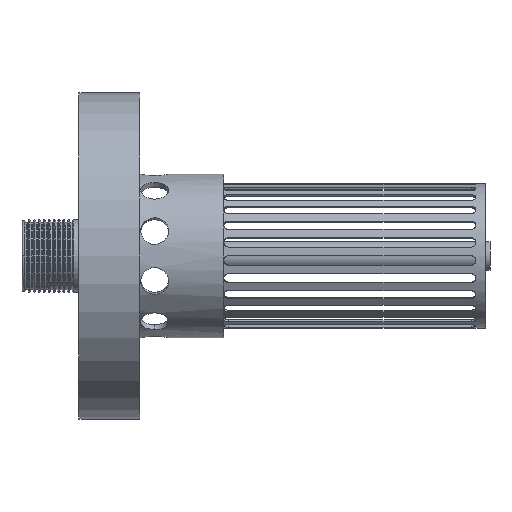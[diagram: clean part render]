
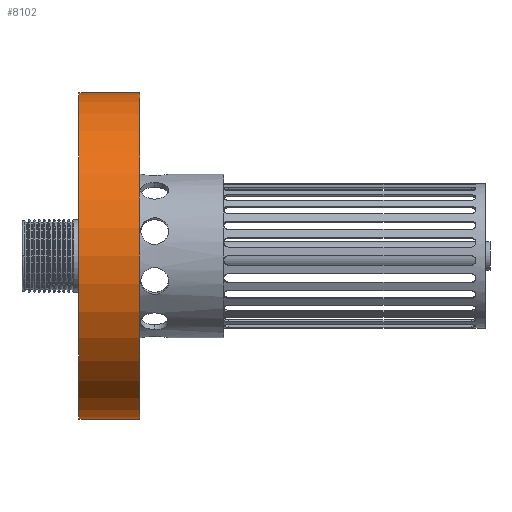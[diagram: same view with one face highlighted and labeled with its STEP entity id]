
A CAD part, front view. The second image highlights one B-rep face of the part: STEP entity #8102.
In plain terms, the highlighted cylindrical face has radius 35 mm (diameter 70 mm), a partial arc.
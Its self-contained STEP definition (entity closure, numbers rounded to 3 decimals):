
#302 = EDGE_CURVE ( 'NONE', #15604, #4405, #8550, .T. ) ;
#564 = CYLINDRICAL_SURFACE ( 'NONE', #2465, 35. ) ;
#762 = CARTESIAN_POINT ( 'NONE',  ( 0., 0., -35. ) ) ;
#1271 = ORIENTED_EDGE ( 'NONE', *, *, #12173, .T. ) ;
#1524 = DIRECTION ( 'NONE',  ( -1., 0., 0. ) ) ;
#1642 = DIRECTION ( 'NONE',  ( -1., 0., 0. ) ) ;
#2465 = AXIS2_PLACEMENT_3D ( 'NONE', #4864, #1642, #7959 ) ;
#2641 = DIRECTION ( 'NONE',  ( -1., 0., 0. ) ) ;
#2743 = DIRECTION ( 'NONE',  ( 0., 0., 1. ) ) ;
#2990 = CARTESIAN_POINT ( 'NONE',  ( 0., 0., 35. ) ) ;
#3372 = ORIENTED_EDGE ( 'NONE', *, *, #302, .F. ) ;
#4001 = ORIENTED_EDGE ( 'NONE', *, *, #14514, .T. ) ;
#4225 = CARTESIAN_POINT ( 'NONE',  ( 0., 0., -35. ) ) ;
#4405 = VERTEX_POINT ( 'NONE', #4225 ) ;
#4864 = CARTESIAN_POINT ( 'NONE',  ( 0., 0., 0. ) ) ;
#5116 = CARTESIAN_POINT ( 'NONE',  ( 13., 0., -35. ) ) ;
#5366 = DIRECTION ( 'NONE',  ( 0., 0., 1. ) ) ;
#5431 = FACE_OUTER_BOUND ( 'NONE', #13343, .T. ) ;
#6940 = DIRECTION ( 'NONE',  ( 1., 0., 0. ) ) ;
#7959 = DIRECTION ( 'NONE',  ( 0., 0., 1. ) ) ;
#8102 = ADVANCED_FACE ( 'NONE', ( #5431 ), #564, .T. ) ;
#8291 = CARTESIAN_POINT ( 'NONE',  ( 0., 0., 0. ) ) ;
#8550 = LINE ( 'NONE', #762, #16269 ) ;
#10012 = VECTOR ( 'NONE', #1524, 1000. ) ;
#10637 = EDGE_CURVE ( 'NONE', #20462, #16845, #10962, .T. ) ;
#10878 = ORIENTED_EDGE ( 'NONE', *, *, #10637, .T. ) ;
#10962 = LINE ( 'NONE', #2990, #10012 ) ;
#11479 = CARTESIAN_POINT ( 'NONE',  ( 13., 0., 35. ) ) ;
#12173 = EDGE_CURVE ( 'NONE', #16845, #4405, #18660, .T. ) ;
#13343 = EDGE_LOOP ( 'NONE', ( #3372, #4001, #10878, #1271 ) ) ;
#13643 = CIRCLE ( 'NONE', #18646, 35. ) ;
#14514 = EDGE_CURVE ( 'NONE', #15604, #20462, #13643, .T. ) ;
#15604 = VERTEX_POINT ( 'NONE', #5116 ) ;
#16269 = VECTOR ( 'NONE', #16603, 1000. ) ;
#16603 = DIRECTION ( 'NONE',  ( -1., 0., 0. ) ) ;
#16845 = VERTEX_POINT ( 'NONE', #16900 ) ;
#16898 = CARTESIAN_POINT ( 'NONE',  ( 13., 0., 0. ) ) ;
#16900 = CARTESIAN_POINT ( 'NONE',  ( 0., 0., 35. ) ) ;
#17667 = AXIS2_PLACEMENT_3D ( 'NONE', #8291, #6940, #5366 ) ;
#18646 = AXIS2_PLACEMENT_3D ( 'NONE', #16898, #2641, #2743 ) ;
#18660 = CIRCLE ( 'NONE', #17667, 35. ) ;
#20462 = VERTEX_POINT ( 'NONE', #11479 ) ;
